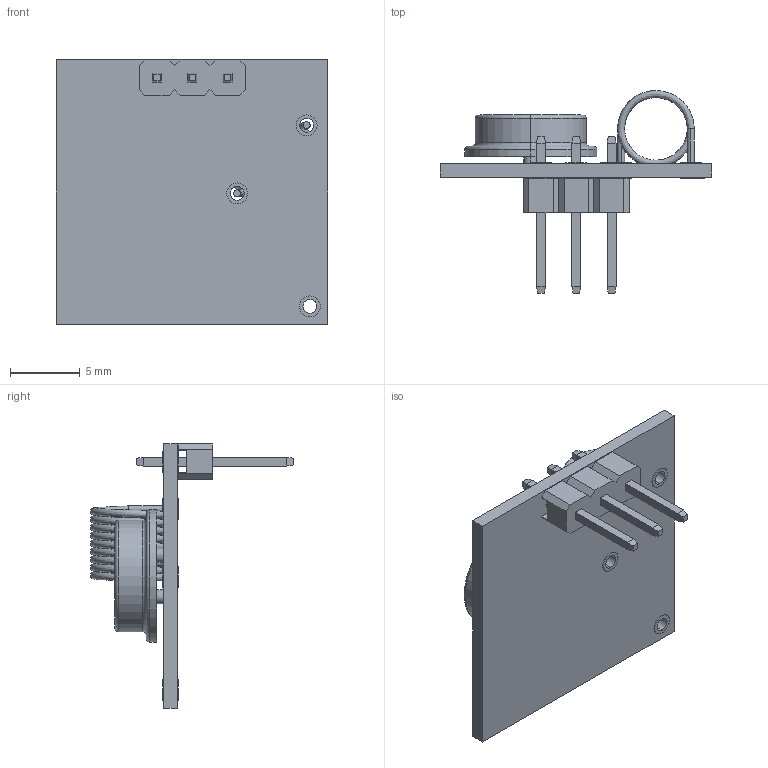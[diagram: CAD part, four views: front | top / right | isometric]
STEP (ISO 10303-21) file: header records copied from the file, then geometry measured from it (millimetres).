
FILE_DESCRIPTION (( 'STEP AP214' ), '1' );
FILE_NAME ('Transmitter - Straight pin.STEP', '2020-03-17T04:04:19', ( '' ), ( '' ), 'SwSTEP 2.0', 'SolidWorks 2018', '' );
FILE_SCHEMA (( 'AUTOMOTIVE_DESIGN' ));
Length unit declared in the file: millimetre
Products named in the file (3): Transmitter - Straight pin; 2.54 mm DUPONT MALE PIN HEADER, CONFIGURABLE, 1X3.STEP; transmitter
Assembly tree (2 placements, depth 2):
  Transmitter - Straight pin
    transmitter
    2.54 mm DUPONT MALE PIN HEADER, CONFIGURABLE, 1X3.STEP
Bounding box: 19.5 x 14.6 x 19 mm (x, y, z)
Volume: 609.6 mm3; surface area: 1441.8 mm2
Topology: 5 solids, 5 shells, 160 faces, 390 edges, 249 vertices
Faces by surface type: plane 105, cylinder 48, torus 6, bspline 1
Entity records: 6675 total; most frequent: CARTESIAN_POINT 1992, DIRECTION 806, ORIENTED_EDGE 780, EDGE_CURVE 390, AXIS2_PLACEMENT_3D 277, LINE 252, VECTOR 252, VERTEX_POINT 249
